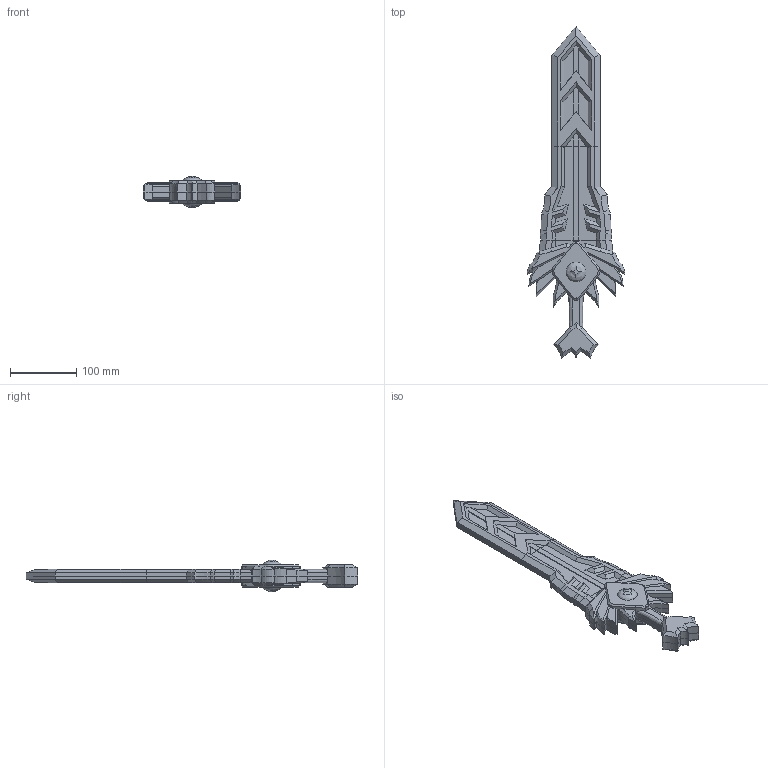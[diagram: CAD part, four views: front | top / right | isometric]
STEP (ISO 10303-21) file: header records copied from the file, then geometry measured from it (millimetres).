
FILE_DESCRIPTION(/* description */ ('STEP AP242','CAx-IF Rec.Pracs.---Representation and Presentation of Product Manufacturing Information (PMI)---4.0---2014-10-13','CAx-IF Rec.Pracs.---3D Tessellated Geometry---0.4---2014-09-14','2;1'),/* implementation_level */ '2;1');
FILE_NAME(/* name */ '6678f1259992a80162b6a7c9',/* time_stamp */ '2024-06-24T04:08:06Z',/* author */ (''),/* organization */ (''),/* preprocessor_version */ 'ST-DEVELOPER v20',/* originating_system */ ' ',/* authorisation */ ' ');
FILE_SCHEMA (('AP242_MANAGED_MODEL_BASED_3D_ENGINEERING_MIM_LF { 1 0 10303 442 1 1 4 }'));
Length unit declared in the file: metre
Products named in the file (6): 2 - tip; 2 - mid; 2 - base; 1- mid; 1 - tip; 1 - base
Bounding box: 148.01 x 502.86 x 48 mm (x, y, z)
Volume: 707540.9 mm3; surface area: 188325.3 mm2
Topology: 6 solids, 6 shells, 524 faces, 1363 edges, 857 vertices
Faces by surface type: bspline 270, plane 246, cylinder 4, cone 4
Entity records: 30403 total; most frequent: CARTESIAN_POINT 18143, ORIENTED_EDGE 2718, EDGE_CURVE 1359, DIRECTION 1208, VERTEX_POINT 855, LINE 664, VECTOR 664, B_SPLINE_CURVE_WITH_KNOTS 539
